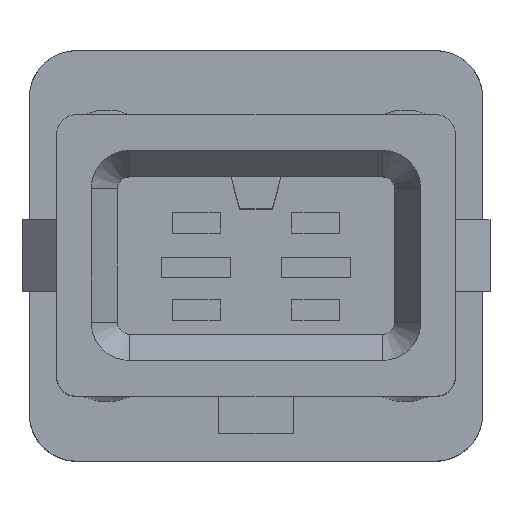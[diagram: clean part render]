
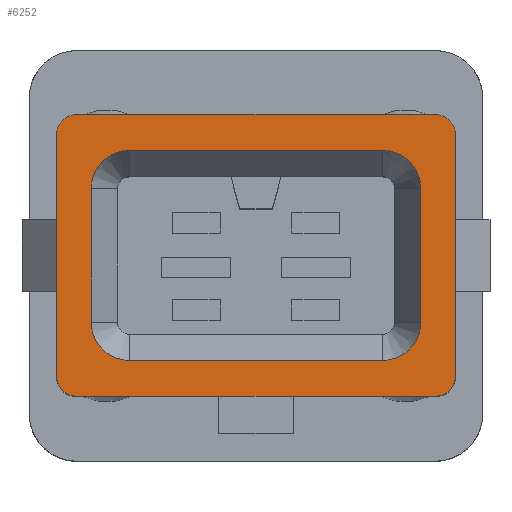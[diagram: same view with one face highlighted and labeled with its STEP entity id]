
A CAD part, top view. The second image highlights one B-rep face of the part: STEP entity #6252.
In plain terms, the highlighted planar face has unit normal (0, 0, 1).
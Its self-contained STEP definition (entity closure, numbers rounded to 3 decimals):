
#71 = EDGE_CURVE ( 'NONE', #5979, #389, #2075, .T. ) ;
#93 = CARTESIAN_POINT ( 'NONE',  ( -6.9, 2.8, 0. ) ) ;
#111 = CARTESIAN_POINT ( 'NONE',  ( -5.3, -4.4, 0. ) ) ;
#153 = ORIENTED_EDGE ( 'NONE', *, *, #71, .T. ) ;
#218 = ORIENTED_EDGE ( 'NONE', *, *, #3045, .F. ) ;
#260 = CARTESIAN_POINT ( 'NONE',  ( 8.35, 5.05, 0. ) ) ;
#322 = EDGE_CURVE ( 'NONE', #3840, #3103, #5178, .T. ) ;
#387 = DIRECTION ( 'NONE',  ( 1., 0., 0. ) ) ;
#389 = VERTEX_POINT ( 'NONE', #4346 ) ;
#415 = CARTESIAN_POINT ( 'NONE',  ( -5.3, 2.8, 0. ) ) ;
#444 = FACE_OUTER_BOUND ( 'NONE', #3794, .T. ) ;
#512 = AXIS2_PLACEMENT_3D ( 'NONE', #415, #4084, #924 ) ;
#527 = ORIENTED_EDGE ( 'NONE', *, *, #4416, .T. ) ;
#625 = DIRECTION ( 'NONE',  ( -1., 0., 0. ) ) ;
#647 = CARTESIAN_POINT ( 'NONE',  ( 7.5, 5.05, 0. ) ) ;
#685 = ORIENTED_EDGE ( 'NONE', *, *, #3196, .T. ) ;
#732 = ORIENTED_EDGE ( 'NONE', *, *, #6566, .F. ) ;
#776 = CARTESIAN_POINT ( 'NONE',  ( 6.9, 2.8, 0. ) ) ;
#823 = PLANE ( 'NONE',  #4851 ) ;
#864 = DIRECTION ( 'NONE',  ( 0., 0., -1. ) ) ;
#905 = CARTESIAN_POINT ( 'NONE',  ( 5.3, -4.4, 0. ) ) ;
#924 = DIRECTION ( 'NONE',  ( 1., 0., 0. ) ) ;
#958 = CARTESIAN_POINT ( 'NONE',  ( -8.35, -5.05, 0. ) ) ;
#1013 = CARTESIAN_POINT ( 'NONE',  ( 6.9, -2.8, 0. ) ) ;
#1107 = CARTESIAN_POINT ( 'NONE',  ( -5.3, -4.4, 0. ) ) ;
#1128 = VERTEX_POINT ( 'NONE', #958 ) ;
#1148 = CARTESIAN_POINT ( 'NONE',  ( -8.35, 5.05, 0. ) ) ;
#1221 = DIRECTION ( 'NONE',  ( 1., 0., 0. ) ) ;
#1278 = CIRCLE ( 'NONE', #3022, 1.6 ) ;
#1295 = VECTOR ( 'NONE', #6240, 1000. ) ;
#1333 = CIRCLE ( 'NONE', #512, 1.6 ) ;
#1416 = DIRECTION ( 'NONE',  ( 0., 1., 0. ) ) ;
#1563 = EDGE_CURVE ( 'NONE', #4962, #5041, #2454, .T. ) ;
#1580 = CARTESIAN_POINT ( 'NONE',  ( -7.5, -5.05, 0. ) ) ;
#1604 = CARTESIAN_POINT ( 'NONE',  ( -6.9, 2.8, 0. ) ) ;
#1647 = FACE_BOUND ( 'NONE', #4801, .T. ) ;
#2010 = DIRECTION ( 'NONE',  ( 0., -1., 0. ) ) ;
#2075 = CIRCLE ( 'NONE', #4690, 0.85 ) ;
#2101 = DIRECTION ( 'NONE',  ( 1., 0., 0. ) ) ;
#2138 = EDGE_CURVE ( 'NONE', #4962, #4557, #6672, .T. ) ;
#2258 = CARTESIAN_POINT ( 'NONE',  ( -7.5, 5.9, 0. ) ) ;
#2265 = VERTEX_POINT ( 'NONE', #4368 ) ;
#2300 = VECTOR ( 'NONE', #625, 1000. ) ;
#2403 = DIRECTION ( 'NONE',  ( 1., 0., 0. ) ) ;
#2418 = VERTEX_POINT ( 'NONE', #776 ) ;
#2454 = LINE ( 'NONE', #5642, #3864 ) ;
#2459 = CARTESIAN_POINT ( 'NONE',  ( 7.5, -5.05, 0. ) ) ;
#2486 = ORIENTED_EDGE ( 'NONE', *, *, #3106, .T. ) ;
#2621 = CARTESIAN_POINT ( 'NONE',  ( 5.3, -2.8, 0. ) ) ;
#2675 = CARTESIAN_POINT ( 'NONE',  ( 7.5, 5.9, 0. ) ) ;
#2721 = CARTESIAN_POINT ( 'NONE',  ( 5.3, 4.4, 0. ) ) ;
#2784 = CARTESIAN_POINT ( 'NONE',  ( 5.3, 2.8, 0. ) ) ;
#2794 = VECTOR ( 'NONE', #5767, 1000. ) ;
#2811 = ORIENTED_EDGE ( 'NONE', *, *, #2138, .T. ) ;
#2886 = CIRCLE ( 'NONE', #4511, 1.6 ) ;
#3020 = VERTEX_POINT ( 'NONE', #3717 ) ;
#3022 = AXIS2_PLACEMENT_3D ( 'NONE', #2784, #4723, #5745 ) ;
#3045 = EDGE_CURVE ( 'NONE', #6215, #389, #5484, .T. ) ;
#3103 = VERTEX_POINT ( 'NONE', #4157 ) ;
#3106 = EDGE_CURVE ( 'NONE', #4830, #4805, #5160, .T. ) ;
#3134 = DIRECTION ( 'NONE',  ( 0., 0., 1. ) ) ;
#3165 = DIRECTION ( 'NONE',  ( 1., 0., 0. ) ) ;
#3186 = ORIENTED_EDGE ( 'NONE', *, *, #4757, .F. ) ;
#3196 = EDGE_CURVE ( 'NONE', #2418, #3020, #3256, .T. ) ;
#3246 = CARTESIAN_POINT ( 'NONE',  ( 7.5, -5.9, 0. ) ) ;
#3256 = LINE ( 'NONE', #1013, #5871 ) ;
#3281 = CARTESIAN_POINT ( 'NONE',  ( 8.35, -5.05, 0. ) ) ;
#3401 = DIRECTION ( 'NONE',  ( 1., 0., 0. ) ) ;
#3567 = CIRCLE ( 'NONE', #4861, 0.85 ) ;
#3699 = AXIS2_PLACEMENT_3D ( 'NONE', #2621, #6322, #3165 ) ;
#3717 = CARTESIAN_POINT ( 'NONE',  ( 6.9, -2.8, 0. ) ) ;
#3720 = VECTOR ( 'NONE', #1416, 1000. ) ;
#3753 = VECTOR ( 'NONE', #4673, 1000. ) ;
#3794 = EDGE_LOOP ( 'NONE', ( #3186, #6403, #732, #153, #218, #527, #5075, #2811 ) ) ;
#3840 = VERTEX_POINT ( 'NONE', #5967 ) ;
#3864 = VECTOR ( 'NONE', #387, 1000. ) ;
#3877 = LINE ( 'NONE', #111, #2300 ) ;
#3894 = CIRCLE ( 'NONE', #3699, 1.6 ) ;
#3902 = LINE ( 'NONE', #6132, #3720 ) ;
#4016 = CARTESIAN_POINT ( 'NONE',  ( -5.3, -2.8, 0. ) ) ;
#4084 = DIRECTION ( 'NONE',  ( 0., 0., -1. ) ) ;
#4157 = CARTESIAN_POINT ( 'NONE',  ( 5.3, 4.4, 0. ) ) ;
#4180 = VERTEX_POINT ( 'NONE', #1107 ) ;
#4196 = ORIENTED_EDGE ( 'NONE', *, *, #6329, .T. ) ;
#4215 = LINE ( 'NONE', #5252, #2794 ) ;
#4346 = CARTESIAN_POINT ( 'NONE',  ( 8.35, -5.05, 0. ) ) ;
#4368 = CARTESIAN_POINT ( 'NONE',  ( -7.5, -5.9, 0. ) ) ;
#4402 = EDGE_CURVE ( 'NONE', #3103, #2418, #1278, .T. ) ;
#4416 = EDGE_CURVE ( 'NONE', #6215, #5041, #6556, .T. ) ;
#4502 = ORIENTED_EDGE ( 'NONE', *, *, #4402, .T. ) ;
#4511 = AXIS2_PLACEMENT_3D ( 'NONE', #4016, #864, #4542 ) ;
#4542 = DIRECTION ( 'NONE',  ( 1., 0., 0. ) ) ;
#4557 = VERTEX_POINT ( 'NONE', #1148 ) ;
#4673 = DIRECTION ( 'NONE',  ( 0., 1., 0. ) ) ;
#4690 = AXIS2_PLACEMENT_3D ( 'NONE', #2459, #5096, #5607 ) ;
#4723 = DIRECTION ( 'NONE',  ( 0., 0., -1. ) ) ;
#4757 = EDGE_CURVE ( 'NONE', #1128, #4557, #3902, .T. ) ;
#4785 = EDGE_CURVE ( 'NONE', #1128, #2265, #3567, .T. ) ;
#4801 = EDGE_LOOP ( 'NONE', ( #4502, #685, #5755, #6645, #5757, #2486, #4196, #5930 ) ) ;
#4805 = VERTEX_POINT ( 'NONE', #1604 ) ;
#4830 = VERTEX_POINT ( 'NONE', #5281 ) ;
#4851 = AXIS2_PLACEMENT_3D ( 'NONE', #5044, #5559, #2403 ) ;
#4861 = AXIS2_PLACEMENT_3D ( 'NONE', #1580, #5259, #2101 ) ;
#4962 = VERTEX_POINT ( 'NONE', #2258 ) ;
#5041 = VERTEX_POINT ( 'NONE', #2675 ) ;
#5044 = CARTESIAN_POINT ( 'NONE',  ( 0., 0., 0. ) ) ;
#5075 = ORIENTED_EDGE ( 'NONE', *, *, #1563, .F. ) ;
#5096 = DIRECTION ( 'NONE',  ( 0., 0., 1. ) ) ;
#5145 = AXIS2_PLACEMENT_3D ( 'NONE', #647, #3134, #5763 ) ;
#5160 = LINE ( 'NONE', #93, #3753 ) ;
#5178 = LINE ( 'NONE', #2721, #5333 ) ;
#5252 = CARTESIAN_POINT ( 'NONE',  ( -7.5, -5.9, 0. ) ) ;
#5259 = DIRECTION ( 'NONE',  ( 0., 0., 1. ) ) ;
#5281 = CARTESIAN_POINT ( 'NONE',  ( -6.9, -2.8, 0. ) ) ;
#5333 = VECTOR ( 'NONE', #1221, 1000. ) ;
#5484 = LINE ( 'NONE', #3281, #1295 ) ;
#5496 = EDGE_CURVE ( 'NONE', #3020, #5719, #3894, .T. ) ;
#5559 = DIRECTION ( 'NONE',  ( 0., 0., 1. ) ) ;
#5607 = DIRECTION ( 'NONE',  ( 1., 0., 0. ) ) ;
#5642 = CARTESIAN_POINT ( 'NONE',  ( 7.5, 5.9, 0. ) ) ;
#5719 = VERTEX_POINT ( 'NONE', #905 ) ;
#5745 = DIRECTION ( 'NONE',  ( 1., 0., 0. ) ) ;
#5755 = ORIENTED_EDGE ( 'NONE', *, *, #5496, .T. ) ;
#5757 = ORIENTED_EDGE ( 'NONE', *, *, #6262, .T. ) ;
#5763 = DIRECTION ( 'NONE',  ( 1., 0., 0. ) ) ;
#5767 = DIRECTION ( 'NONE',  ( -1., 0., 0. ) ) ;
#5871 = VECTOR ( 'NONE', #2010, 1000. ) ;
#5930 = ORIENTED_EDGE ( 'NONE', *, *, #322, .T. ) ;
#5967 = CARTESIAN_POINT ( 'NONE',  ( -5.3, 4.4, 0. ) ) ;
#5979 = VERTEX_POINT ( 'NONE', #3246 ) ;
#6132 = CARTESIAN_POINT ( 'NONE',  ( -8.35, 5.05, 0. ) ) ;
#6215 = VERTEX_POINT ( 'NONE', #260 ) ;
#6240 = DIRECTION ( 'NONE',  ( 0., -1., 0. ) ) ;
#6248 = DIRECTION ( 'NONE',  ( 0., 0., 1. ) ) ;
#6252 = ADVANCED_FACE ( 'NONE', ( #1647, #444 ), #823, .T. ) ;
#6262 = EDGE_CURVE ( 'NONE', #4180, #4830, #2886, .T. ) ;
#6322 = DIRECTION ( 'NONE',  ( 0., 0., -1. ) ) ;
#6329 = EDGE_CURVE ( 'NONE', #4805, #3840, #1333, .T. ) ;
#6333 = AXIS2_PLACEMENT_3D ( 'NONE', #6356, #6248, #3401 ) ;
#6356 = CARTESIAN_POINT ( 'NONE',  ( -7.5, 5.05, 0. ) ) ;
#6403 = ORIENTED_EDGE ( 'NONE', *, *, #4785, .T. ) ;
#6556 = CIRCLE ( 'NONE', #5145, 0.85 ) ;
#6566 = EDGE_CURVE ( 'NONE', #5979, #2265, #4215, .T. ) ;
#6645 = ORIENTED_EDGE ( 'NONE', *, *, #6683, .T. ) ;
#6672 = CIRCLE ( 'NONE', #6333, 0.85 ) ;
#6683 = EDGE_CURVE ( 'NONE', #5719, #4180, #3877, .T. ) ;
